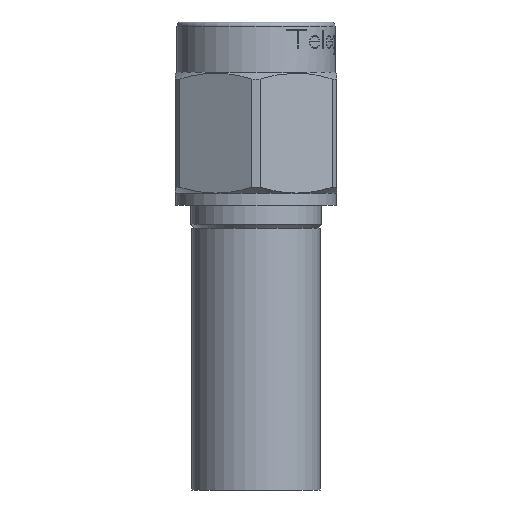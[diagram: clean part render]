
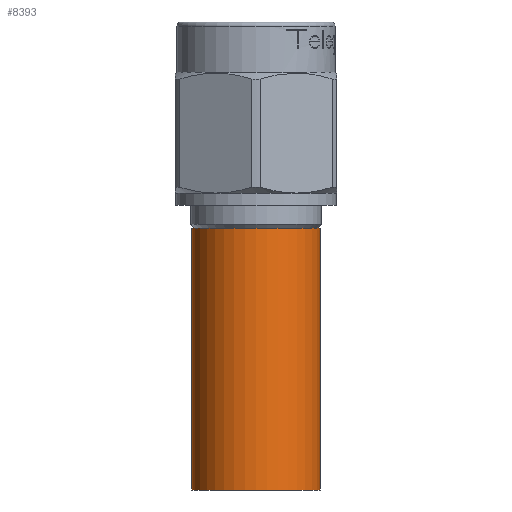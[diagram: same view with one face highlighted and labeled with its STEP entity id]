
A CAD part, front view. The second image highlights one B-rep face of the part: STEP entity #8393.
In plain terms, the highlighted cylindrical face has radius 3.2 mm (diameter 6.4 mm), a partial arc.
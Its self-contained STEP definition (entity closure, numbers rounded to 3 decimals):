
#1438 = VERTEX_POINT ( 'NONE', #7675 ) ;
#2177 = CARTESIAN_POINT ( 'NONE',  ( -3.2, 0., -20.3 ) ) ;
#2728 = EDGE_CURVE ( 'NONE', #15408, #1438, #12910, .T. ) ;
#3149 = DIRECTION ( 'NONE',  ( 1., 0., 0. ) ) ;
#3194 = CARTESIAN_POINT ( 'NONE',  ( 3.2, 0., -20.3 ) ) ;
#3437 = FACE_OUTER_BOUND ( 'NONE', #6283, .T. ) ;
#4178 = LINE ( 'NONE', #6341, #14400 ) ;
#4405 = CARTESIAN_POINT ( 'NONE',  ( 0., 0., -6.424 ) ) ;
#4818 = ORIENTED_EDGE ( 'NONE', *, *, #2728, .T. ) ;
#5252 = DIRECTION ( 'NONE',  ( 0., 0., 1. ) ) ;
#5284 = CYLINDRICAL_SURFACE ( 'NONE', #16485, 3.2 ) ;
#5325 = CARTESIAN_POINT ( 'NONE',  ( 3.2, 0., -6.424 ) ) ;
#5716 = EDGE_CURVE ( 'NONE', #8502, #7197, #4178, .T. ) ;
#5821 = VECTOR ( 'NONE', #10693, 1000. ) ;
#5829 = ORIENTED_EDGE ( 'NONE', *, *, #6295, .T. ) ;
#6215 = ORIENTED_EDGE ( 'NONE', *, *, #13653, .F. ) ;
#6283 = EDGE_LOOP ( 'NONE', ( #16372, #5829, #4818, #6215 ) ) ;
#6295 = EDGE_CURVE ( 'NONE', #8502, #15408, #15501, .T. ) ;
#6341 = CARTESIAN_POINT ( 'NONE',  ( -3.2, 0., -6.424 ) ) ;
#6852 = CARTESIAN_POINT ( 'NONE',  ( 0., 0., -7.3 ) ) ;
#7197 = VERTEX_POINT ( 'NONE', #9694 ) ;
#7675 = CARTESIAN_POINT ( 'NONE',  ( 3.2, 0., -7.3 ) ) ;
#8174 = DIRECTION ( 'NONE',  ( 1., 0., 0. ) ) ;
#8393 = ADVANCED_FACE ( 'NONE', ( #3437 ), #5284, .T. ) ;
#8502 = VERTEX_POINT ( 'NONE', #2177 ) ;
#9694 = CARTESIAN_POINT ( 'NONE',  ( -3.2, 0., -7.3 ) ) ;
#10693 = DIRECTION ( 'NONE',  ( 0., 0., 1. ) ) ;
#11696 = DIRECTION ( 'NONE',  ( 0., 0., 1. ) ) ;
#12910 = LINE ( 'NONE', #5325, #5821 ) ;
#13215 = CARTESIAN_POINT ( 'NONE',  ( 0., 0., -20.3 ) ) ;
#13653 = EDGE_CURVE ( 'NONE', #7197, #1438, #16821, .T. ) ;
#14400 = VECTOR ( 'NONE', #11696, 1000. ) ;
#14571 = DIRECTION ( 'NONE',  ( 1., 0., 0. ) ) ;
#15092 = DIRECTION ( 'NONE',  ( 0., 0., 1. ) ) ;
#15408 = VERTEX_POINT ( 'NONE', #3194 ) ;
#15501 = CIRCLE ( 'NONE', #15592, 3.2 ) ;
#15592 = AXIS2_PLACEMENT_3D ( 'NONE', #13215, #5252, #14571 ) ;
#16095 = AXIS2_PLACEMENT_3D ( 'NONE', #6852, #16179, #8174 ) ;
#16179 = DIRECTION ( 'NONE',  ( 0., 0., 1. ) ) ;
#16372 = ORIENTED_EDGE ( 'NONE', *, *, #5716, .F. ) ;
#16485 = AXIS2_PLACEMENT_3D ( 'NONE', #4405, #15092, #3149 ) ;
#16821 = CIRCLE ( 'NONE', #16095, 3.2 ) ;
